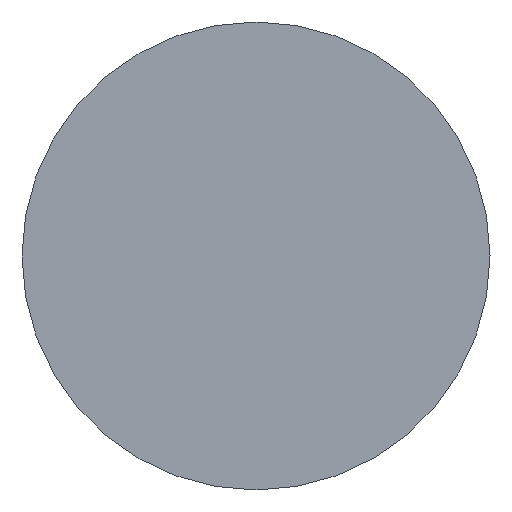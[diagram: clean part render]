
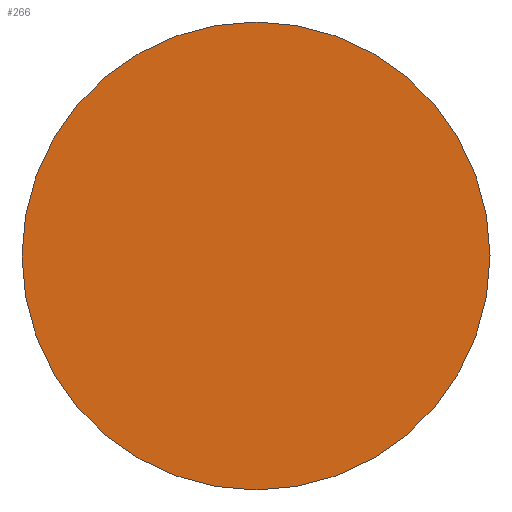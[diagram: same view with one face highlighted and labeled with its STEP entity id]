
A CAD part, front view. The second image highlights one B-rep face of the part: STEP entity #266.
In plain terms, the highlighted planar face has unit normal (0, -1, 0).
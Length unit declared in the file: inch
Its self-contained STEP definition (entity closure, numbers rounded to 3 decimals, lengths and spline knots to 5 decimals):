
#2 = ORIENTED_EDGE ( 'NONE', *, *, #334, .T. ) ;
#74 = AXIS2_PLACEMENT_3D ( 'NONE', #367, #330, #253 ) ;
#98 = CIRCLE ( 'NONE', #326, 0.375 ) ;
#126 = CARTESIAN_POINT ( 'NONE',  ( 0., 0., 0. ) ) ;
#143 = PLANE ( 'NONE',  #74 ) ;
#156 = DIRECTION ( 'NONE',  ( 0., -1., 0. ) ) ;
#172 = CARTESIAN_POINT ( 'NONE',  ( 0., 0., 0. ) ) ;
#201 = DIRECTION ( 'NONE',  ( 0., 0., -1. ) ) ;
#220 = CIRCLE ( 'NONE', #261, 0.375 ) ;
#252 = VERTEX_POINT ( 'NONE', #332 ) ;
#253 = DIRECTION ( 'NONE',  ( 0., 0., -1. ) ) ;
#261 = AXIS2_PLACEMENT_3D ( 'NONE', #172, #384, #201 ) ;
#266 = ADVANCED_FACE ( 'NONE', ( #291 ), #143, .T. ) ;
#291 = FACE_OUTER_BOUND ( 'NONE', #294, .T. ) ;
#294 = EDGE_LOOP ( 'NONE', ( #300, #2 ) ) ;
#300 = ORIENTED_EDGE ( 'NONE', *, *, #307, .T. ) ;
#302 = DIRECTION ( 'NONE',  ( 0., 0., -1. ) ) ;
#307 = EDGE_CURVE ( 'NONE', #341, #252, #98, .T. ) ;
#318 = CARTESIAN_POINT ( 'NONE',  ( 0., 0., -0.375 ) ) ;
#326 = AXIS2_PLACEMENT_3D ( 'NONE', #126, #156, #302 ) ;
#330 = DIRECTION ( 'NONE',  ( 0., -1., 0. ) ) ;
#332 = CARTESIAN_POINT ( 'NONE',  ( 0., 0., 0.375 ) ) ;
#334 = EDGE_CURVE ( 'NONE', #252, #341, #220, .T. ) ;
#341 = VERTEX_POINT ( 'NONE', #318 ) ;
#367 = CARTESIAN_POINT ( 'NONE',  ( 0., 0., 0. ) ) ;
#384 = DIRECTION ( 'NONE',  ( 0., -1., 0. ) ) ;
